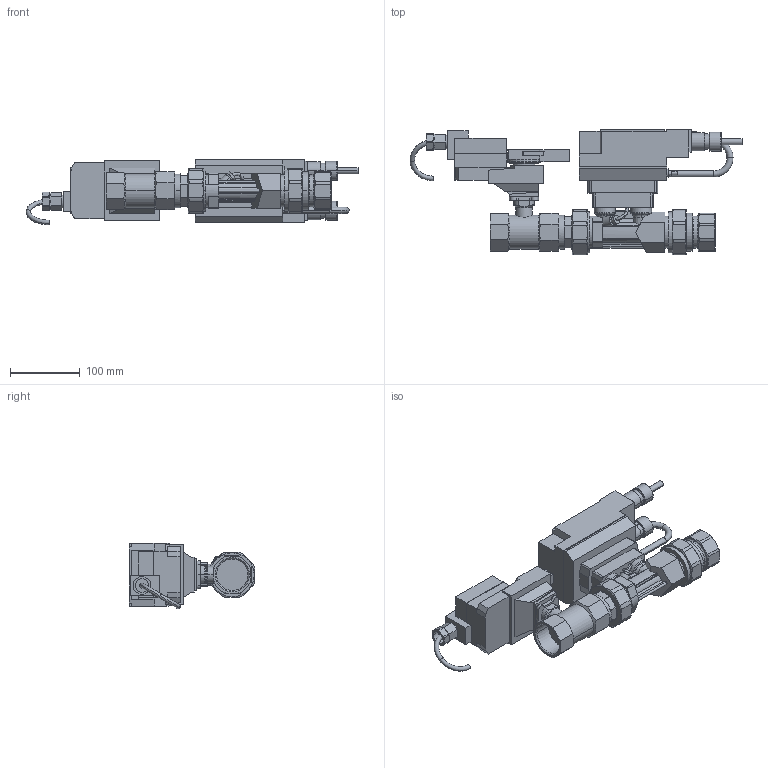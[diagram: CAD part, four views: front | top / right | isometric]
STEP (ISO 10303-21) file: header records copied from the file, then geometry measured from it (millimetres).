
FILE_DESCRIPTION( ( '' ), '1' );
FILE_NAME( 'EV150+NRX-E.stp', '2021-09-24T12:11:39', ( '' ), ( '' ), ' ', ' ', ' ' );
FILE_SCHEMA( ( 'automotive_design' ) );
Length unit declared in the file: millimetre
Products named in the file (4): 1; 2; 3; 4
Bounding box: 474.61 x 179 x 93.48 mm (x, y, z)
Volume: 2208924.1 mm3; surface area: 273088.1 mm2
Topology: 4 solids, 5 shells, 665 faces, 1801 edges, 1192 vertices
Faces by surface type: plane 365, cylinder 169, cone 66, torus 65
Entity records: 42200 total; most frequent: CARTESIAN_POINT 4889, STYLED_ITEM 3662, PRESENTATION_STYLE_ASSIGNMENT 3662, COLOUR_RGB 3662, ORIENTED_EDGE 3602, DIRECTION 3598, EDGE_CURVE 1801, CURVE_STYLE 1801
